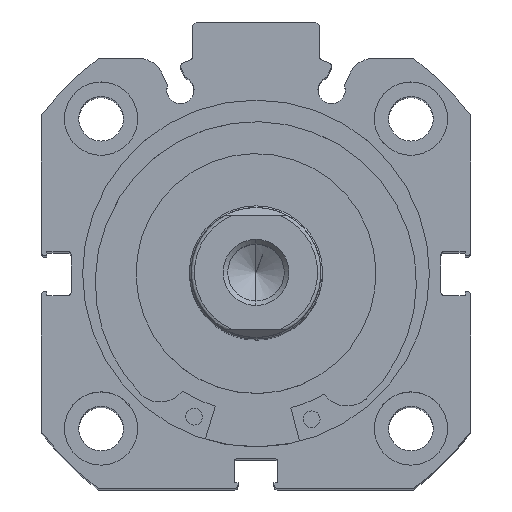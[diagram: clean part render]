
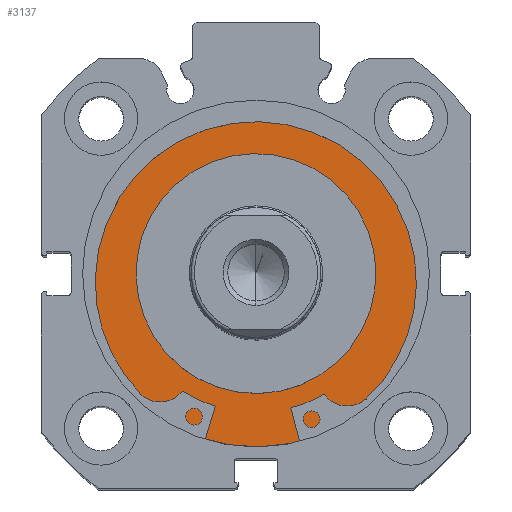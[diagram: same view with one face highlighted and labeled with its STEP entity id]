
A CAD part, top view. The second image highlights one B-rep face of the part: STEP entity #3137.
In plain terms, the highlighted face is planar.
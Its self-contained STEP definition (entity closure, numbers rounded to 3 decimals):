
#845 = ORIENTED_EDGE ( 'NONE', *, *, #2256, .T. ) ;
#946 = ORIENTED_EDGE ( 'NONE', *, *, #2311, .T. ) ;
#956 = ORIENTED_EDGE ( 'NONE', *, *, #2278, .F. ) ;
#988 = ORIENTED_EDGE ( 'NONE', *, *, #2257, .F. ) ;
#1026 = EDGE_LOOP ( 'NONE', ( #845, #946 ) ) ;
#1037 = EDGE_LOOP ( 'NONE', ( #956, #988 ) ) ;
#2256 = EDGE_CURVE ( 'NONE', #7095, #7075, #4131, .T. ) ;
#2257 = EDGE_CURVE ( 'NONE', #7242, #7138, #4133, .T. ) ;
#2278 = EDGE_CURVE ( 'NONE', #7138, #7242, #4165, .T. ) ;
#2311 = EDGE_CURVE ( 'NONE', #7075, #7095, #4211, .T. ) ;
#2556 = AXIS2_PLACEMENT_3D ( 'NONE', #5007, #5008, #5009 ) ;
#2558 = AXIS2_PLACEMENT_3D ( 'NONE', #5004, #5005, #5006 ) ;
#2569 = AXIS2_PLACEMENT_3D ( 'NONE', #5052, #5060, #5061 ) ;
#2585 = AXIS2_PLACEMENT_3D ( 'NONE', #5168, #5169, #5170 ) ;
#2822 = AXIS2_PLACEMENT_3D ( 'NONE', #6567, #6569, #6570 ) ;
#3137 = ADVANCED_FACE ( 'NONE', ( #5897, #5900 ), #6568, .F. ) ;
#4131 = CIRCLE ( 'NONE', #2558, 26. ) ;
#4133 = CIRCLE ( 'NONE', #2556, 18. ) ;
#4165 = CIRCLE ( 'NONE', #2569, 18. ) ;
#4211 = CIRCLE ( 'NONE', #2585, 26. ) ;
#5004 = CARTESIAN_POINT ( 'NONE',  ( 3.5, 0., 0. ) ) ;
#5005 = DIRECTION ( 'NONE',  ( -1., 0., 0. ) ) ;
#5006 = DIRECTION ( 'NONE',  ( 0., 0., 1. ) ) ;
#5007 = CARTESIAN_POINT ( 'NONE',  ( 3.5, 0., 0. ) ) ;
#5008 = DIRECTION ( 'NONE',  ( -1., 0., 0. ) ) ;
#5009 = DIRECTION ( 'NONE',  ( 0., 0., 1. ) ) ;
#5052 = CARTESIAN_POINT ( 'NONE',  ( 3.5, 0., 0. ) ) ;
#5060 = DIRECTION ( 'NONE',  ( -1., 0., 0. ) ) ;
#5061 = DIRECTION ( 'NONE',  ( 0., 0., 1. ) ) ;
#5168 = CARTESIAN_POINT ( 'NONE',  ( 3.5, 0., 0. ) ) ;
#5169 = DIRECTION ( 'NONE',  ( -1., 0., 0. ) ) ;
#5170 = DIRECTION ( 'NONE',  ( 0., 0., 1. ) ) ;
#5897 = FACE_BOUND ( 'NONE', #1037, .T. ) ;
#5900 = FACE_OUTER_BOUND ( 'NONE', #1026, .T. ) ;
#6567 = CARTESIAN_POINT ( 'NONE',  ( 3.5, 26., 0. ) ) ;
#6568 = PLANE ( 'NONE',  #2822 ) ;
#6569 = DIRECTION ( 'NONE',  ( 1., 0., 0. ) ) ;
#6570 = DIRECTION ( 'NONE',  ( 0., 0., -1. ) ) ;
#6759 = CARTESIAN_POINT ( 'NONE',  ( 3.5, 0., -26. ) ) ;
#6779 = CARTESIAN_POINT ( 'NONE',  ( 3.5, 0., 26. ) ) ;
#6822 = CARTESIAN_POINT ( 'NONE',  ( 3.5, 0., 18. ) ) ;
#6925 = CARTESIAN_POINT ( 'NONE',  ( 3.5, 0., -18. ) ) ;
#7075 = VERTEX_POINT ( 'NONE', #6759 ) ;
#7095 = VERTEX_POINT ( 'NONE', #6779 ) ;
#7138 = VERTEX_POINT ( 'NONE', #6822 ) ;
#7242 = VERTEX_POINT ( 'NONE', #6925 ) ;
